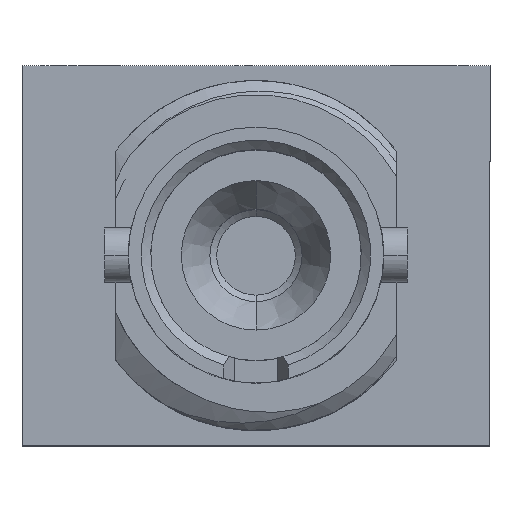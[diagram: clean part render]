
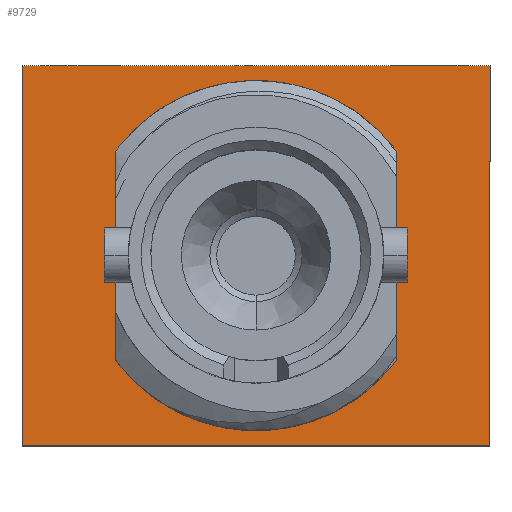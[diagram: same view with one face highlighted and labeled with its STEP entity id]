
A CAD part, top view. The second image highlights one B-rep face of the part: STEP entity #9729.
In plain terms, the highlighted planar face has unit normal (0, 0, 1).
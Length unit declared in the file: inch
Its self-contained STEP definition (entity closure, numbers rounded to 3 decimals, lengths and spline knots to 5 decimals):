
#26 = VERTEX_POINT ( 'NONE', #4782 ) ;
#41 = DIRECTION ( 'NONE',  ( 0., 0., 1. ) ) ;
#219 = LINE ( 'NONE', #2901, #1891 ) ;
#248 = ORIENTED_EDGE ( 'NONE', *, *, #3463, .T. ) ;
#326 = FACE_OUTER_BOUND ( 'NONE', #3910, .T. ) ;
#814 = VECTOR ( 'NONE', #9564, 39.37008 ) ;
#1007 = PLANE ( 'NONE',  #6390 ) ;
#1420 = VERTEX_POINT ( 'NONE', #5917 ) ;
#1891 = VECTOR ( 'NONE', #1904, 39.37008 ) ;
#1904 = DIRECTION ( 'NONE',  ( 0., -1., 0. ) ) ;
#2178 = CARTESIAN_POINT ( 'NONE',  ( 0., 0., 0.23 ) ) ;
#2247 = CARTESIAN_POINT ( 'NONE',  ( -0.15, 0.08406, 0.23 ) ) ;
#2310 = CARTESIAN_POINT ( 'NONE',  ( -0.25, 0.203, 0.23 ) ) ;
#2387 = CARTESIAN_POINT ( 'NONE',  ( -0.15, 0.203, 0.23 ) ) ;
#2666 = VERTEX_POINT ( 'NONE', #2247 ) ;
#2744 = CARTESIAN_POINT ( 'NONE',  ( 0.25, -0.203, 0.23 ) ) ;
#2901 = CARTESIAN_POINT ( 'NONE',  ( 0.15, 0.203, 0.23 ) ) ;
#2904 = VECTOR ( 'NONE', #9791, 39.37008 ) ;
#2960 = ORIENTED_EDGE ( 'NONE', *, *, #5230, .F. ) ;
#3241 = DIRECTION ( 'NONE',  ( -1., 0., 0. ) ) ;
#3290 = CARTESIAN_POINT ( 'NONE',  ( -0.25, -0.203, 0.23 ) ) ;
#3463 = EDGE_CURVE ( 'NONE', #26, #3844, #7132, .T. ) ;
#3844 = VERTEX_POINT ( 'NONE', #5177 ) ;
#3910 = EDGE_LOOP ( 'NONE', ( #10799, #248, #5190, #6015 ) ) ;
#4358 = DIRECTION ( 'NONE',  ( -1., 0., 0. ) ) ;
#4385 = EDGE_CURVE ( 'NONE', #5020, #1420, #219, .T. ) ;
#4457 = VECTOR ( 'NONE', #10698, 39.37008 ) ;
#4722 = EDGE_CURVE ( 'NONE', #9877, #1420, #7426, .T. ) ;
#4782 = CARTESIAN_POINT ( 'NONE',  ( -0.25, 0.203, 0.23 ) ) ;
#5020 = VERTEX_POINT ( 'NONE', #10331 ) ;
#5177 = CARTESIAN_POINT ( 'NONE',  ( -0.25, -0.203, 0.23 ) ) ;
#5190 = ORIENTED_EDGE ( 'NONE', *, *, #9575, .T. ) ;
#5230 = EDGE_CURVE ( 'NONE', #5020, #2666, #10275, .T. ) ;
#5309 = DIRECTION ( 'NONE',  ( 0., 0., -1. ) ) ;
#5368 = FACE_BOUND ( 'NONE', #10576, .T. ) ;
#5473 = VERTEX_POINT ( 'NONE', #6763 ) ;
#5843 = EDGE_CURVE ( 'NONE', #9877, #2666, #6807, .T. ) ;
#5917 = CARTESIAN_POINT ( 'NONE',  ( 0.15, -0.08406, 0.23 ) ) ;
#6015 = ORIENTED_EDGE ( 'NONE', *, *, #6425, .T. ) ;
#6036 = VECTOR ( 'NONE', #11061, 39.37008 ) ;
#6109 = CARTESIAN_POINT ( 'NONE',  ( 0.25, -0.203, 0.23 ) ) ;
#6390 = AXIS2_PLACEMENT_3D ( 'NONE', #8772, #5309, #7154 ) ;
#6425 = EDGE_CURVE ( 'NONE', #6465, #5473, #8680, .T. ) ;
#6465 = VERTEX_POINT ( 'NONE', #2744 ) ;
#6544 = DIRECTION ( 'NONE',  ( 0., 0., 1. ) ) ;
#6763 = CARTESIAN_POINT ( 'NONE',  ( 0.25, 0.203, 0.23 ) ) ;
#6807 = LINE ( 'NONE', #2387, #9887 ) ;
#6930 = LINE ( 'NONE', #3290, #6036 ) ;
#6974 = ORIENTED_EDGE ( 'NONE', *, *, #5843, .T. ) ;
#7132 = LINE ( 'NONE', #7981, #2904 ) ;
#7154 = DIRECTION ( 'NONE',  ( -1., 0., 0. ) ) ;
#7302 = LINE ( 'NONE', #2310, #4457 ) ;
#7426 = CIRCLE ( 'NONE', #9029, 0.17195 ) ;
#7436 = AXIS2_PLACEMENT_3D ( 'NONE', #2178, #6544, #3241 ) ;
#7492 = DIRECTION ( 'NONE',  ( 0., 1., 0. ) ) ;
#7722 = CARTESIAN_POINT ( 'NONE',  ( 0., 0., 0.23 ) ) ;
#7896 = EDGE_CURVE ( 'NONE', #5473, #26, #7302, .T. ) ;
#7981 = CARTESIAN_POINT ( 'NONE',  ( -0.25, -0.203, 0.23 ) ) ;
#8490 = CARTESIAN_POINT ( 'NONE',  ( -0.15, -0.08406, 0.23 ) ) ;
#8680 = LINE ( 'NONE', #6109, #814 ) ;
#8772 = CARTESIAN_POINT ( 'NONE',  ( 0., 0., 0.23 ) ) ;
#8985 = ORIENTED_EDGE ( 'NONE', *, *, #4722, .F. ) ;
#9029 = AXIS2_PLACEMENT_3D ( 'NONE', #7722, #41, #4358 ) ;
#9187 = ORIENTED_EDGE ( 'NONE', *, *, #4385, .T. ) ;
#9564 = DIRECTION ( 'NONE',  ( 0., 1., 0. ) ) ;
#9575 = EDGE_CURVE ( 'NONE', #3844, #6465, #6930, .T. ) ;
#9729 = ADVANCED_FACE ( 'NONE', ( #5368, #326 ), #1007, .F. ) ;
#9791 = DIRECTION ( 'NONE',  ( 0., -1., 0. ) ) ;
#9877 = VERTEX_POINT ( 'NONE', #8490 ) ;
#9887 = VECTOR ( 'NONE', #7492, 39.37008 ) ;
#10275 = CIRCLE ( 'NONE', #7436, 0.17195 ) ;
#10331 = CARTESIAN_POINT ( 'NONE',  ( 0.15, 0.08406, 0.23 ) ) ;
#10576 = EDGE_LOOP ( 'NONE', ( #6974, #2960, #9187, #8985 ) ) ;
#10698 = DIRECTION ( 'NONE',  ( -1., 0., 0. ) ) ;
#10799 = ORIENTED_EDGE ( 'NONE', *, *, #7896, .T. ) ;
#11061 = DIRECTION ( 'NONE',  ( 1., 0., 0. ) ) ;
